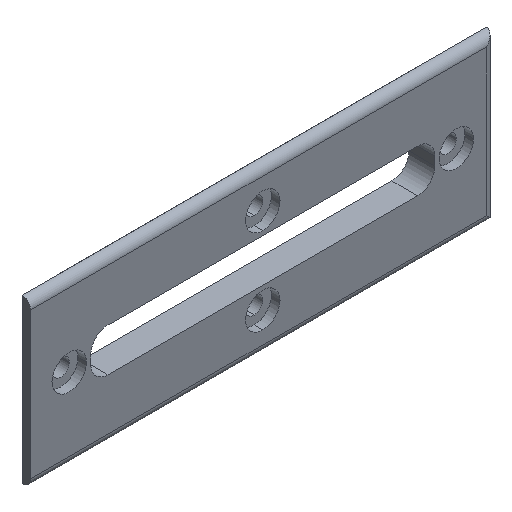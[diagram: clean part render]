
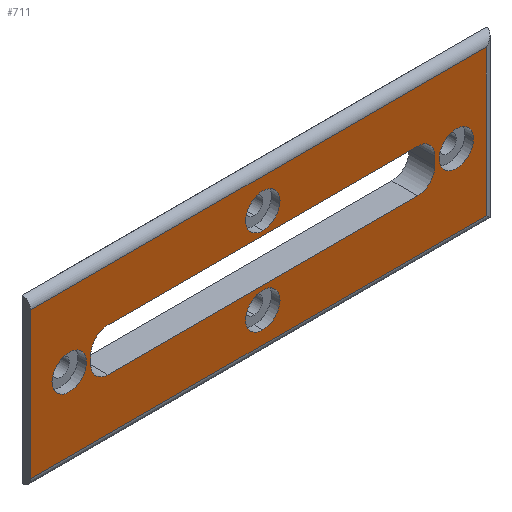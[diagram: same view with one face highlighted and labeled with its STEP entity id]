
A CAD part, isometric view. The second image highlights one B-rep face of the part: STEP entity #711.
In plain terms, the highlighted planar face has unit normal (0, -1, 0).
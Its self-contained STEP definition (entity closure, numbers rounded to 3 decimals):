
#16=DIRECTION('',(0.,0.,1.));
#17=VECTOR('',#16,1.);
#18=CARTESIAN_POINT('',(-20.,0.,-0.5));
#19=LINE('320',#18,#17);
#20=DIRECTION('',(-1.,0.,0.));
#21=VECTOR('',#20,36.);
#22=CARTESIAN_POINT('',(18.,0.,-2.5));
#23=LINE('323',#22,#21);
#24=DIRECTION('',(0.,0.,-1.));
#25=VECTOR('',#24,1.);
#26=CARTESIAN_POINT('',(20.,0.,0.5));
#27=LINE('322',#26,#25);
#28=DIRECTION('',(1.,0.,0.));
#29=VECTOR('',#28,36.);
#30=CARTESIAN_POINT('',(-18.,0.,2.5));
#31=LINE('321',#30,#29);
#32=CARTESIAN_POINT('',(22.5,0.,0.));
#33=DIRECTION('',(0.,-1.,0.));
#34=DIRECTION('',(1.,0.,0.));
#35=AXIS2_PLACEMENT_3D('',#32,#33,#34);
#37=CARTESIAN_POINT('',(22.5,0.,0.));
#38=DIRECTION('',(0.,-1.,0.));
#39=DIRECTION('',(-1.,0.,0.));
#40=AXIS2_PLACEMENT_3D('',#37,#38,#39);
#42=CARTESIAN_POINT('',(0.,0.,-5.));
#43=DIRECTION('',(0.,-1.,0.));
#44=DIRECTION('',(0.,0.,-1.));
#45=AXIS2_PLACEMENT_3D('',#42,#43,#44);
#47=CARTESIAN_POINT('',(0.,0.,-5.));
#48=DIRECTION('',(0.,-1.,0.));
#49=DIRECTION('',(0.,0.,1.));
#50=AXIS2_PLACEMENT_3D('',#47,#48,#49);
#52=CARTESIAN_POINT('',(-22.5,0.,0.));
#53=DIRECTION('',(0.,1.,0.));
#54=DIRECTION('',(-1.,0.,0.));
#55=AXIS2_PLACEMENT_3D('',#52,#53,#54);
#57=CARTESIAN_POINT('',(-22.5,0.,0.));
#58=DIRECTION('',(0.,1.,0.));
#59=DIRECTION('',(1.,0.,0.));
#60=AXIS2_PLACEMENT_3D('',#57,#58,#59);
#62=CARTESIAN_POINT('',(0.,0.,5.));
#63=DIRECTION('',(0.,1.,0.));
#64=DIRECTION('',(0.,0.,1.));
#65=AXIS2_PLACEMENT_3D('',#62,#63,#64);
#67=CARTESIAN_POINT('',(0.,0.,5.));
#68=DIRECTION('',(0.,1.,0.));
#69=DIRECTION('',(0.,0.,-1.));
#70=AXIS2_PLACEMENT_3D('',#67,#68,#69);
#72=DIRECTION('',(1.,0.,0.));
#73=VECTOR('',#72,53.);
#74=CARTESIAN_POINT('',(-27.,0.,-8.5));
#75=LINE('834',#74,#73);
#76=DIRECTION('',(0.,0.,1.));
#77=VECTOR('',#76,17.);
#78=CARTESIAN_POINT('',(-27.,0.,-8.5));
#79=LINE('841',#78,#77);
#80=DIRECTION('',(-1.,0.,0.));
#81=VECTOR('',#80,53.);
#82=CARTESIAN_POINT('',(26.,0.,8.5));
#83=LINE('840',#82,#81);
#84=DIRECTION('',(0.,0.,1.));
#85=VECTOR('',#84,17.);
#86=CARTESIAN_POINT('',(26.,0.,-8.5));
#87=LINE('837',#86,#85);
#101=CARTESIAN_POINT('',(-18.,0.,-0.5));
#102=DIRECTION('',(0.,1.,0.));
#103=DIRECTION('',(0.,0.,-1.));
#104=AXIS2_PLACEMENT_3D('',#101,#102,#103);
#211=CARTESIAN_POINT('',(18.,0.,-0.5));
#212=DIRECTION('',(0.,1.,0.));
#213=DIRECTION('',(1.,0.,0.));
#214=AXIS2_PLACEMENT_3D('',#211,#212,#213);
#229=CARTESIAN_POINT('',(18.,0.,0.5));
#230=DIRECTION('',(0.,1.,0.));
#231=DIRECTION('',(0.,0.,1.));
#232=AXIS2_PLACEMENT_3D('',#229,#230,#231);
#247=CARTESIAN_POINT('',(-18.,0.,0.5));
#248=DIRECTION('',(0.,1.,0.));
#249=DIRECTION('',(-1.,0.,0.));
#250=AXIS2_PLACEMENT_3D('',#247,#248,#249);
#511=CARTESIAN_POINT('',(18.,0.,-2.5));
#513=VERTEX_POINT('',#511);
#515=CARTESIAN_POINT('',(20.,0.,-0.5));
#517=VERTEX_POINT('',#515);
#519=CARTESIAN_POINT('',(-20.,0.,-0.5));
#521=VERTEX_POINT('',#519);
#523=CARTESIAN_POINT('',(-18.,0.,-2.5));
#525=VERTEX_POINT('',#523);
#527=CARTESIAN_POINT('',(-18.,0.,2.5));
#529=VERTEX_POINT('',#527);
#531=CARTESIAN_POINT('',(-20.,0.,0.5));
#533=VERTEX_POINT('',#531);
#535=CARTESIAN_POINT('',(20.,0.,0.5));
#537=VERTEX_POINT('',#535);
#539=CARTESIAN_POINT('',(18.,0.,2.5));
#541=VERTEX_POINT('',#539);
#550=CARTESIAN_POINT('',(24.5,0.,0.));
#551=CARTESIAN_POINT('',(20.5,0.,0.));
#552=VERTEX_POINT('',#550);
#553=VERTEX_POINT('',#551);
#566=CARTESIAN_POINT('',(0.,0.,-7.));
#567=VERTEX_POINT('',#566);
#570=CARTESIAN_POINT('',(0.,0.,-3.));
#571=VERTEX_POINT('',#570);
#582=CARTESIAN_POINT('',(-24.5,0.,0.));
#583=VERTEX_POINT('',#582);
#586=CARTESIAN_POINT('',(-20.5,0.,0.));
#587=VERTEX_POINT('',#586);
#598=CARTESIAN_POINT('',(0.,0.,7.));
#599=VERTEX_POINT('',#598);
#602=CARTESIAN_POINT('',(0.,0.,3.));
#603=VERTEX_POINT('',#602);
#639=CARTESIAN_POINT('',(-27.,0.,-8.5));
#641=VERTEX_POINT('',#639);
#642=CARTESIAN_POINT('',(26.,0.,-8.5));
#643=VERTEX_POINT('',#642);
#648=CARTESIAN_POINT('',(26.,0.,8.5));
#649=VERTEX_POINT('',#648);
#650=CARTESIAN_POINT('',(-27.,0.,8.5));
#652=VERTEX_POINT('',#650);
#654=CARTESIAN_POINT('',(0.,0.,0.));
#655=DIRECTION('',(0.,1.,0.));
#656=DIRECTION('',(1.,0.,0.));
#657=AXIS2_PLACEMENT_3D('',#654,#655,#656);
#658=PLANE('76',#657);
#660=ORIENTED_EDGE('834',*,*,#659,.F.);
#662=ORIENTED_EDGE('841',*,*,#661,.T.);
#664=ORIENTED_EDGE('840',*,*,#663,.F.);
#666=ORIENTED_EDGE('837',*,*,#665,.F.);
#667=EDGE_LOOP('76',(#660,#662,#664,#666));
#668=FACE_OUTER_BOUND('76',#667,.F.);
#670=ORIENTED_EDGE('390',*,*,#669,.T.);
#672=ORIENTED_EDGE('391',*,*,#671,.T.);
#673=EDGE_LOOP('76',(#670,#672));
#674=FACE_BOUND('76',#673,.F.);
#676=ORIENTED_EDGE('482',*,*,#675,.T.);
#678=ORIENTED_EDGE('483',*,*,#677,.T.);
#679=EDGE_LOOP('76',(#676,#678));
#680=FACE_BOUND('76',#679,.F.);
#682=ORIENTED_EDGE('543',*,*,#681,.F.);
#684=ORIENTED_EDGE('544',*,*,#683,.F.);
#685=EDGE_LOOP('76',(#682,#684));
#686=FACE_BOUND('76',#685,.F.);
#688=ORIENTED_EDGE('604',*,*,#687,.F.);
#690=ORIENTED_EDGE('605',*,*,#689,.F.);
#691=EDGE_LOOP('76',(#688,#690));
#692=FACE_BOUND('76',#691,.F.);
#694=ORIENTED_EDGE('320',*,*,#693,.F.);
#696=ORIENTED_EDGE('331',*,*,#695,.F.);
#698=ORIENTED_EDGE('323',*,*,#697,.F.);
#700=ORIENTED_EDGE('329',*,*,#699,.F.);
#702=ORIENTED_EDGE('322',*,*,#701,.F.);
#704=ORIENTED_EDGE('335',*,*,#703,.F.);
#706=ORIENTED_EDGE('321',*,*,#705,.F.);
#708=ORIENTED_EDGE('333',*,*,#707,.F.);
#709=EDGE_LOOP('76',(#694,#696,#698,#700,#702,#704,#706,#708));
#710=FACE_BOUND('76',#709,.F.);
#36=CIRCLE('390',#35,2.);
#41=CIRCLE('391',#40,2.);
#46=CIRCLE('482',#45,2.);
#51=CIRCLE('483',#50,2.);
#56=CIRCLE('543',#55,2.);
#61=CIRCLE('544',#60,2.);
#66=CIRCLE('604',#65,2.);
#71=CIRCLE('605',#70,2.);
#105=CIRCLE('331',#104,2.);
#215=CIRCLE('329',#214,2.);
#233=CIRCLE('335',#232,2.);
#251=CIRCLE('333',#250,2.);
#659=EDGE_CURVE('834',#641,#643,#75,.T.);
#661=EDGE_CURVE('841',#641,#652,#79,.T.);
#663=EDGE_CURVE('840',#649,#652,#83,.T.);
#665=EDGE_CURVE('837',#643,#649,#87,.T.);
#669=EDGE_CURVE('390',#552,#553,#36,.T.);
#671=EDGE_CURVE('391',#553,#552,#41,.T.);
#675=EDGE_CURVE('482',#567,#571,#46,.T.);
#677=EDGE_CURVE('483',#571,#567,#51,.T.);
#681=EDGE_CURVE('543',#583,#587,#56,.T.);
#683=EDGE_CURVE('544',#587,#583,#61,.T.);
#687=EDGE_CURVE('604',#599,#603,#66,.T.);
#689=EDGE_CURVE('605',#603,#599,#71,.T.);
#693=EDGE_CURVE('320',#521,#533,#19,.T.);
#695=EDGE_CURVE('331',#525,#521,#105,.T.);
#697=EDGE_CURVE('323',#513,#525,#23,.T.);
#699=EDGE_CURVE('329',#517,#513,#215,.T.);
#701=EDGE_CURVE('322',#537,#517,#27,.T.);
#703=EDGE_CURVE('335',#541,#537,#233,.T.);
#705=EDGE_CURVE('321',#529,#541,#31,.T.);
#707=EDGE_CURVE('333',#533,#529,#251,.T.);
#711=ADVANCED_FACE('76',(#668,#674,#680,#686,#692,#710),#658,.F.);
